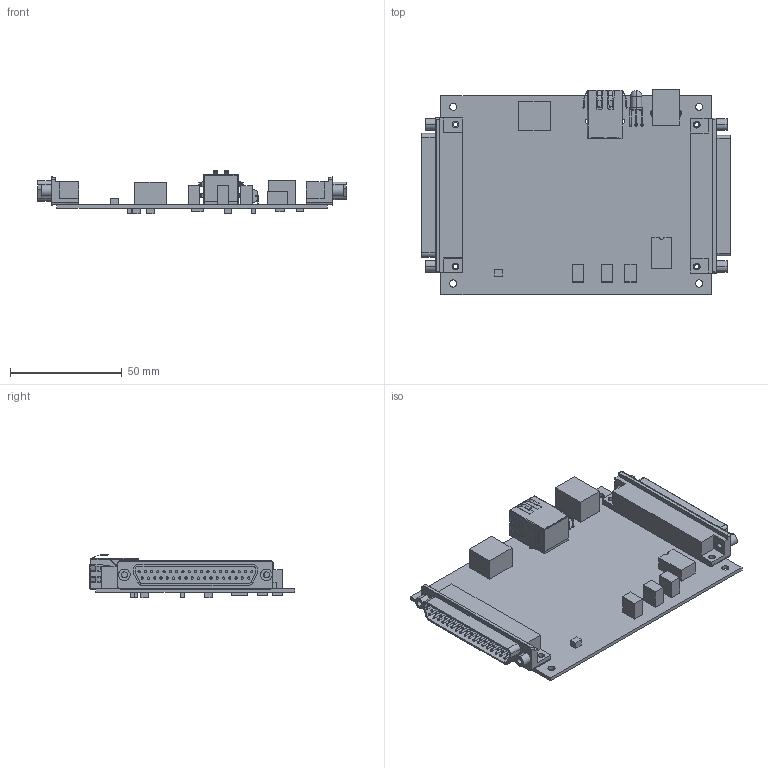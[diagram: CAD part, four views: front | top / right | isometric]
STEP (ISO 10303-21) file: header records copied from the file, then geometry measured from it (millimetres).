
FILE_DESCRIPTION (( 'STEP AP214' ), '1' );
FILE_NAME ('Ìîäóëü Å16-540.STEP', '2024-10-22T07:57:20', ( '' ), ( '' ), 'SwSTEP 2.0', 'SolidWorks 2021', '' );
FILE_SCHEMA (( 'AUTOMOTIVE_DESIGN' ));
Length unit declared in the file: millimetre
Products named in the file (1): Ìîäóëü Å16-540
Bounding box: 138.08 x 91.82 x 19.63 mm (x, y, z)
Volume: 45603.8 mm3; surface area: 40902.2 mm2
Topology: 6 solids, 6 shells, 1241 faces, 3050 edges, 1938 vertices
Faces by surface type: plane 755, cylinder 432, bspline 52, sphere 2
Entity records: 50860 total; most frequent: CARTESIAN_POINT 7856, ORIENTED_EDGE 6088, DIRECTION 6033, EDGE_CURVE 3044, LINE 2119, VECTOR 2119, AXIS2_PLACEMENT_3D 1957, VERTEX_POINT 1936
